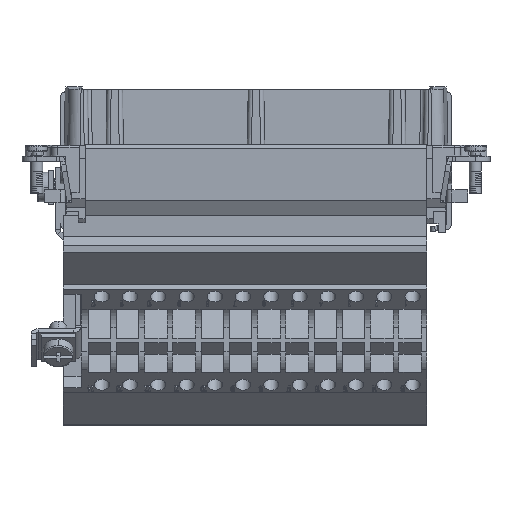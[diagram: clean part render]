
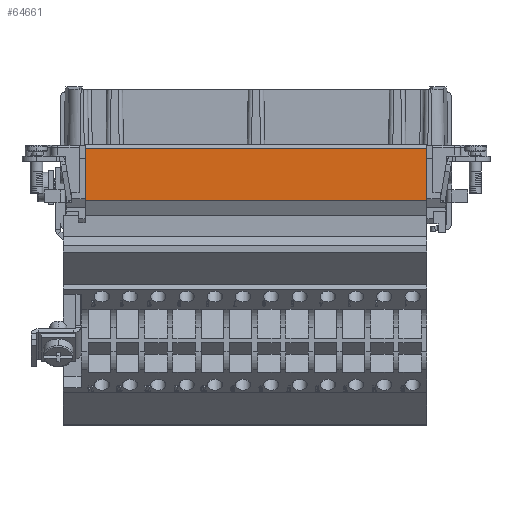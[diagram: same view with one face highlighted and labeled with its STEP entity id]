
A CAD part, front view. The second image highlights one B-rep face of the part: STEP entity #64661.
In plain terms, the highlighted planar face has unit normal (0, -1, 0).
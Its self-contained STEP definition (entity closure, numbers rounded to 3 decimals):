
#2770=DIRECTION('',(0.,0.,-1.));
#2771=VECTOR('',#2770,7.052);
#2772=CARTESIAN_POINT('',(17.05,-16.884,12.704));
#2773=LINE('',#2772,#2771);
#2858=DIRECTION('',(0.,0.,-1.));
#2859=VECTOR('',#2858,5.122);
#2860=CARTESIAN_POINT('',(17.05,-16.884,5.652));
#2861=LINE('',#2860,#2859);
#4915=DIRECTION('',(0.,0.,-1.));
#4916=VECTOR('',#4915,5.122);
#4917=CARTESIAN_POINT('',(-63.95,-16.884,
5.652));
#4918=LINE('',#4917,#4916);
#4952=DIRECTION('',(1.,0.,0.));
#4953=VECTOR('',#4952,81.);
#4954=CARTESIAN_POINT('',(-63.95,-16.884,12.704));
#4955=LINE('',#4954,#4953);
#4956=DIRECTION('',(1.,0.,0.));
#4957=VECTOR('',#4956,81.);
#4958=CARTESIAN_POINT('',(-63.95,-16.884,
0.53));
#4959=LINE('',#4958,#4957);
#11582=DIRECTION('',(0.,0.,-1.));
#11583=VECTOR('',#11582,7.052);
#11584=CARTESIAN_POINT('',(-63.95,-16.884,12.704));
#11585=LINE('',#11584,#11583);
#48421=CARTESIAN_POINT('',(-63.95,-16.884,
0.53));
#48422=CARTESIAN_POINT('',(17.05,-16.884,
0.53));
#48423=VERTEX_POINT('',#48421);
#48424=VERTEX_POINT('',#48422);
#48434=CARTESIAN_POINT('',(17.05,-16.884,12.704));
#48436=VERTEX_POINT('',#48434);
#48437=CARTESIAN_POINT('',(17.05,-16.884,
5.652));
#48438=VERTEX_POINT('',#48437);
#48480=CARTESIAN_POINT('',(-63.95,-16.884,
5.652));
#48482=VERTEX_POINT('',#48480);
#48485=CARTESIAN_POINT('',(-63.95,-16.884,12.704));
#48486=VERTEX_POINT('',#48485);
#64646=CARTESIAN_POINT('',(-63.95,-16.884,12.704));
#64647=DIRECTION('',(0.,-1.,0.));
#64648=DIRECTION('',(0.,0.,-1.));
#64649=AXIS2_PLACEMENT_3D('',#64646,#64647,#64648);
#64650=PLANE('',#64649);
#64651=ORIENTED_EDGE('',*,*,#61925,.T.);
#64652=ORIENTED_EDGE('',*,*,#62052,.T.);
#64654=ORIENTED_EDGE('',*,*,#64653,.F.);
#64655=ORIENTED_EDGE('',*,*,#64568,.F.);
#64657=ORIENTED_EDGE('',*,*,#64656,.F.);
#64658=ORIENTED_EDGE('',*,*,#64636,.T.);
#64659=EDGE_LOOP('',(#64651,#64652,#64654,#64655,#64657,#64658));
#64660=FACE_OUTER_BOUND('',#64659,.F.);
#64661=ADVANCED_FACE('',(#64660),#64650,.T.);
#61925=EDGE_CURVE('',#48436,#48438,#2773,.T.);
#62052=EDGE_CURVE('',#48438,#48424,#2861,.T.);
#64568=EDGE_CURVE('',#48482,#48423,#4918,.T.);
#64636=EDGE_CURVE('',#48486,#48436,#4955,.T.);
#64653=EDGE_CURVE('',#48423,#48424,#4959,.T.);
#64656=EDGE_CURVE('',#48486,#48482,#11585,.T.);
